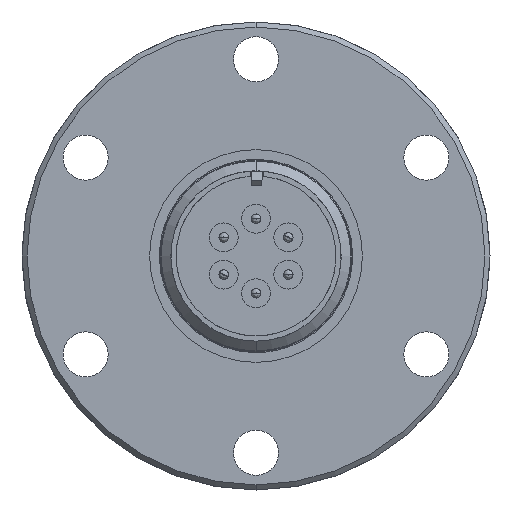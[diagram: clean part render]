
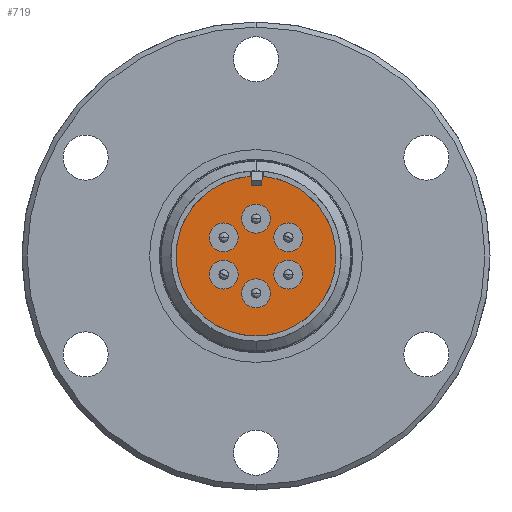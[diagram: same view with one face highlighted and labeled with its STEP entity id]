
A CAD part, front view. The second image highlights one B-rep face of the part: STEP entity #719.
In plain terms, the highlighted planar face has unit normal (0, -1, 0).
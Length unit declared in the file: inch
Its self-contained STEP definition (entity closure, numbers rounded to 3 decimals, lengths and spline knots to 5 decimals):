
#341 = FACE_BOUND ( 'NONE', #7292, .T. ) ;
#343 = FACE_BOUND ( 'NONE', #7278, .T. ) ;
#344 = FACE_BOUND ( 'NONE', #7291, .T. ) ;
#345 = FACE_BOUND ( 'NONE', #7277, .T. ) ;
#346 = FACE_OUTER_BOUND ( 'NONE', #7290, .T. ) ;
#348 = FACE_BOUND ( 'NONE', #7289, .T. ) ;
#352 = FACE_BOUND ( 'NONE', #4473, .T. ) ;
#719 = ADVANCED_FACE ( 'NONE', ( #346, #348, #344, #352, #343, #345, #341 ), #1610, .F. ) ;
#1129 = VERTEX_POINT ( 'NONE', #2810 ) ;
#1137 = VERTEX_POINT ( 'NONE', #2799 ) ;
#1147 = VERTEX_POINT ( 'NONE', #2784 ) ;
#1182 = VERTEX_POINT ( 'NONE', #2733 ) ;
#1201 = VERTEX_POINT ( 'NONE', #3883 ) ;
#1204 = VERTEX_POINT ( 'NONE', #3869 ) ;
#1279 = VERTEX_POINT ( 'NONE', #3904 ) ;
#1357 = VERTEX_POINT ( 'NONE', #3778 ) ;
#1369 = VERTEX_POINT ( 'NONE', #3750 ) ;
#1380 = VERTEX_POINT ( 'NONE', #3713 ) ;
#1387 = VERTEX_POINT ( 'NONE', #3683 ) ;
#1607 = DIRECTION ( 'NONE',  ( 0., 0., 1. ) ) ;
#1608 = CARTESIAN_POINT ( 'NONE',  ( 0., 0.39565, 0. ) ) ;
#1610 = PLANE ( 'NONE',  #5535 ) ;
#1619 = DIRECTION ( 'NONE',  ( 0., 1., 0. ) ) ;
#1811 = DIRECTION ( 'NONE',  ( 0., 0., 1. ) ) ;
#1812 = DIRECTION ( 'NONE',  ( 0., 1., 0. ) ) ;
#1813 = CARTESIAN_POINT ( 'NONE',  ( 0., 0.39565, 0. ) ) ;
#2181 = DIRECTION ( 'NONE',  ( 0., -1., 0. ) ) ;
#2182 = CARTESIAN_POINT ( 'NONE',  ( 0.18966, 0.39565, 0.1095 ) ) ;
#2188 = DIRECTION ( 'NONE',  ( 1., 0., 0. ) ) ;
#2189 = DIRECTION ( 'NONE',  ( 0., -1., 0. ) ) ;
#2190 = CARTESIAN_POINT ( 'NONE',  ( -0.18966, 0.39565, 0.1095 ) ) ;
#2195 = DIRECTION ( 'NONE',  ( 0., 0., -1. ) ) ;
#2196 = DIRECTION ( 'NONE',  ( 0., -1., 0. ) ) ;
#2201 = DIRECTION ( 'NONE',  ( 0., 0., -1. ) ) ;
#2202 = DIRECTION ( 'NONE',  ( 0., -1., 0. ) ) ;
#2203 = CARTESIAN_POINT ( 'NONE',  ( -0.18966, 0.39565, -0.1095 ) ) ;
#2204 = DIRECTION ( 'NONE',  ( 0., 0., -1. ) ) ;
#2205 = DIRECTION ( 'NONE',  ( 0., -1., 0. ) ) ;
#2206 = CARTESIAN_POINT ( 'NONE',  ( 0., 0.39565, 0.219 ) ) ;
#2207 = CARTESIAN_POINT ( 'NONE',  ( 0., 0.39565, -0.219 ) ) ;
#2213 = DIRECTION ( 'NONE',  ( 0., 0., -1. ) ) ;
#2214 = DIRECTION ( 'NONE',  ( 0., 0., -1. ) ) ;
#2215 = DIRECTION ( 'NONE',  ( 0., -1., 0. ) ) ;
#2216 = CARTESIAN_POINT ( 'NONE',  ( 0.18966, 0.39565, -0.1095 ) ) ;
#2733 = CARTESIAN_POINT ( 'NONE',  ( -0.18966, 0.39565, 0.1945 ) ) ;
#2784 = CARTESIAN_POINT ( 'NONE',  ( 0.18966, 0.39565, -0.0245 ) ) ;
#2799 = CARTESIAN_POINT ( 'NONE',  ( -0.10466, 0.39565, -0.1095 ) ) ;
#2810 = CARTESIAN_POINT ( 'NONE',  ( -0.27466, 0.39565, -0.1095 ) ) ;
#3419 = CARTESIAN_POINT ( 'NONE',  ( 0., 0.39565, 0.51 ) ) ;
#3437 = CARTESIAN_POINT ( 'NONE',  ( 0., 0.39565, 0.304 ) ) ;
#3453 = CARTESIAN_POINT ( 'NONE',  ( 0.18966, 0.39565, 0.0245 ) ) ;
#3683 = CARTESIAN_POINT ( 'NONE',  ( 0., 0.39565, -0.134 ) ) ;
#3713 = CARTESIAN_POINT ( 'NONE',  ( 0., 0.39565, -0.51 ) ) ;
#3750 = CARTESIAN_POINT ( 'NONE',  ( 0., 0.39565, -0.304 ) ) ;
#3778 = CARTESIAN_POINT ( 'NONE',  ( 0.18966, 0.39565, 0.1945 ) ) ;
#3869 = CARTESIAN_POINT ( 'NONE',  ( 0., 0.39565, 0.134 ) ) ;
#3883 = CARTESIAN_POINT ( 'NONE',  ( 0.18966, 0.39565, -0.1945 ) ) ;
#3904 = CARTESIAN_POINT ( 'NONE',  ( -0.18966, 0.39565, 0.0245 ) ) ;
#4473 = EDGE_LOOP ( 'NONE', ( #5448, #5449 ) ) ;
#4790 = AXIS2_PLACEMENT_3D ( 'NONE', #1813, #1812, #1811 ) ;
#4802 = AXIS2_PLACEMENT_3D ( 'NONE', #2207, #2205, #2204 ) ;
#4805 = AXIS2_PLACEMENT_3D ( 'NONE', #2182, #2181, #2213 ) ;
#4806 = AXIS2_PLACEMENT_3D ( 'NONE', #2190, #2189, #2195 ) ;
#4808 = AXIS2_PLACEMENT_3D ( 'NONE', #2203, #2196, #2188 ) ;
#4809 = AXIS2_PLACEMENT_3D ( 'NONE', #2206, #2202, #2201 ) ;
#4810 = AXIS2_PLACEMENT_3D ( 'NONE', #2216, #2215, #2214 ) ;
#4993 = AXIS2_PLACEMENT_3D ( 'NONE', #6680, #6677, #6676 ) ;
#4995 = AXIS2_PLACEMENT_3D ( 'NONE', #6700, #6698, #6695 ) ;
#4997 = AXIS2_PLACEMENT_3D ( 'NONE', #6710, #6709, #6708 ) ;
#5000 = AXIS2_PLACEMENT_3D ( 'NONE', #6742, #6741, #6740 ) ;
#5002 = AXIS2_PLACEMENT_3D ( 'NONE', #6762, #6761, #6760 ) ;
#5004 = AXIS2_PLACEMENT_3D ( 'NONE', #6780, #6779, #6778 ) ;
#5009 = AXIS2_PLACEMENT_3D ( 'NONE', #6599, #6597, #6589 ) ;
#5279 = VERTEX_POINT ( 'NONE', #3453 ) ;
#5289 = VERTEX_POINT ( 'NONE', #3437 ) ;
#5295 = VERTEX_POINT ( 'NONE', #3419 ) ;
#5442 = ORIENTED_EDGE ( 'NONE', *, *, #5845, .F. ) ;
#5443 = ORIENTED_EDGE ( 'NONE', *, *, #7798, .F. ) ;
#5444 = ORIENTED_EDGE ( 'NONE', *, *, #5856, .F. ) ;
#5445 = ORIENTED_EDGE ( 'NONE', *, *, #7781, .F. ) ;
#5446 = ORIENTED_EDGE ( 'NONE', *, *, #5860, .F. ) ;
#5447 = ORIENTED_EDGE ( 'NONE', *, *, #7778, .F. ) ;
#5448 = ORIENTED_EDGE ( 'NONE', *, *, #5864, .F. ) ;
#5449 = ORIENTED_EDGE ( 'NONE', *, *, #7777, .F. ) ;
#5450 = ORIENTED_EDGE ( 'NONE', *, *, #5870, .F. ) ;
#5451 = ORIENTED_EDGE ( 'NONE', *, *, #7776, .F. ) ;
#5452 = ORIENTED_EDGE ( 'NONE', *, *, #5874, .F. ) ;
#5453 = ORIENTED_EDGE ( 'NONE', *, *, #7775, .F. ) ;
#5454 = ORIENTED_EDGE ( 'NONE', *, *, #5879, .F. ) ;
#5455 = ORIENTED_EDGE ( 'NONE', *, *, #7774, .F. ) ;
#5535 = AXIS2_PLACEMENT_3D ( 'NONE', #1608, #1619, #1607 ) ;
#5845 = EDGE_CURVE ( 'NONE', #5295, #1380, #6936, .T. ) ;
#5856 = EDGE_CURVE ( 'NONE', #1369, #1387, #6917, .T. ) ;
#5860 = EDGE_CURVE ( 'NONE', #5279, #1357, #6913, .T. ) ;
#5864 = EDGE_CURVE ( 'NONE', #1279, #1182, #8218, .T. ) ;
#5870 = EDGE_CURVE ( 'NONE', #1137, #1129, #8259, .T. ) ;
#5874 = EDGE_CURVE ( 'NONE', #1204, #5289, #8145, .T. ) ;
#5879 = EDGE_CURVE ( 'NONE', #1201, #1147, #8160, .T. ) ;
#6298 = CIRCLE ( 'NONE', #4790, 0.51 ) ;
#6320 = CIRCLE ( 'NONE', #4802, 0.085 ) ;
#6323 = CIRCLE ( 'NONE', #4805, 0.085 ) ;
#6324 = CIRCLE ( 'NONE', #4806, 0.085 ) ;
#6325 = CIRCLE ( 'NONE', #4808, 0.085 ) ;
#6326 = CIRCLE ( 'NONE', #4809, 0.085 ) ;
#6327 = CIRCLE ( 'NONE', #4810, 0.085 ) ;
#6589 = DIRECTION ( 'NONE',  ( 0., 0., 1. ) ) ;
#6597 = DIRECTION ( 'NONE',  ( 0., 1., 0. ) ) ;
#6599 = CARTESIAN_POINT ( 'NONE',  ( 0., 0.39565, 0. ) ) ;
#6676 = DIRECTION ( 'NONE',  ( 0., 0., -1. ) ) ;
#6677 = DIRECTION ( 'NONE',  ( 0., -1., 0. ) ) ;
#6680 = CARTESIAN_POINT ( 'NONE',  ( 0.18966, 0.39565, -0.1095 ) ) ;
#6695 = DIRECTION ( 'NONE',  ( 0., 0., -1. ) ) ;
#6698 = DIRECTION ( 'NONE',  ( 0., -1., 0. ) ) ;
#6700 = CARTESIAN_POINT ( 'NONE',  ( 0., 0.39565, 0.219 ) ) ;
#6708 = DIRECTION ( 'NONE',  ( 1., 0., 0. ) ) ;
#6709 = DIRECTION ( 'NONE',  ( 0., -1., 0. ) ) ;
#6710 = CARTESIAN_POINT ( 'NONE',  ( -0.18966, 0.39565, -0.1095 ) ) ;
#6740 = DIRECTION ( 'NONE',  ( 0., 0., -1. ) ) ;
#6741 = DIRECTION ( 'NONE',  ( 0., -1., 0. ) ) ;
#6742 = CARTESIAN_POINT ( 'NONE',  ( -0.18966, 0.39565, 0.1095 ) ) ;
#6760 = DIRECTION ( 'NONE',  ( 0., 0., -1. ) ) ;
#6761 = DIRECTION ( 'NONE',  ( 0., -1., 0. ) ) ;
#6762 = CARTESIAN_POINT ( 'NONE',  ( 0.18966, 0.39565, 0.1095 ) ) ;
#6778 = DIRECTION ( 'NONE',  ( 0., 0., -1. ) ) ;
#6779 = DIRECTION ( 'NONE',  ( 0., -1., 0. ) ) ;
#6780 = CARTESIAN_POINT ( 'NONE',  ( 0., 0.39565, -0.219 ) ) ;
#6913 = CIRCLE ( 'NONE', #5002, 0.085 ) ;
#6917 = CIRCLE ( 'NONE', #5004, 0.085 ) ;
#6936 = CIRCLE ( 'NONE', #5009, 0.51 ) ;
#7277 = EDGE_LOOP ( 'NONE', ( #5452, #5453 ) ) ;
#7278 = EDGE_LOOP ( 'NONE', ( #5450, #5451 ) ) ;
#7289 = EDGE_LOOP ( 'NONE', ( #5444, #5445 ) ) ;
#7290 = EDGE_LOOP ( 'NONE', ( #5442, #5443 ) ) ;
#7291 = EDGE_LOOP ( 'NONE', ( #5446, #5447 ) ) ;
#7292 = EDGE_LOOP ( 'NONE', ( #5454, #5455 ) ) ;
#7774 = EDGE_CURVE ( 'NONE', #1147, #1201, #6327, .T. ) ;
#7775 = EDGE_CURVE ( 'NONE', #5289, #1204, #6326, .T. ) ;
#7776 = EDGE_CURVE ( 'NONE', #1129, #1137, #6325, .T. ) ;
#7777 = EDGE_CURVE ( 'NONE', #1182, #1279, #6324, .T. ) ;
#7778 = EDGE_CURVE ( 'NONE', #1357, #5279, #6323, .T. ) ;
#7781 = EDGE_CURVE ( 'NONE', #1387, #1369, #6320, .T. ) ;
#7798 = EDGE_CURVE ( 'NONE', #1380, #5295, #6298, .T. ) ;
#8145 = CIRCLE ( 'NONE', #4995, 0.085 ) ;
#8160 = CIRCLE ( 'NONE', #4993, 0.085 ) ;
#8218 = CIRCLE ( 'NONE', #5000, 0.085 ) ;
#8259 = CIRCLE ( 'NONE', #4997, 0.085 ) ;
